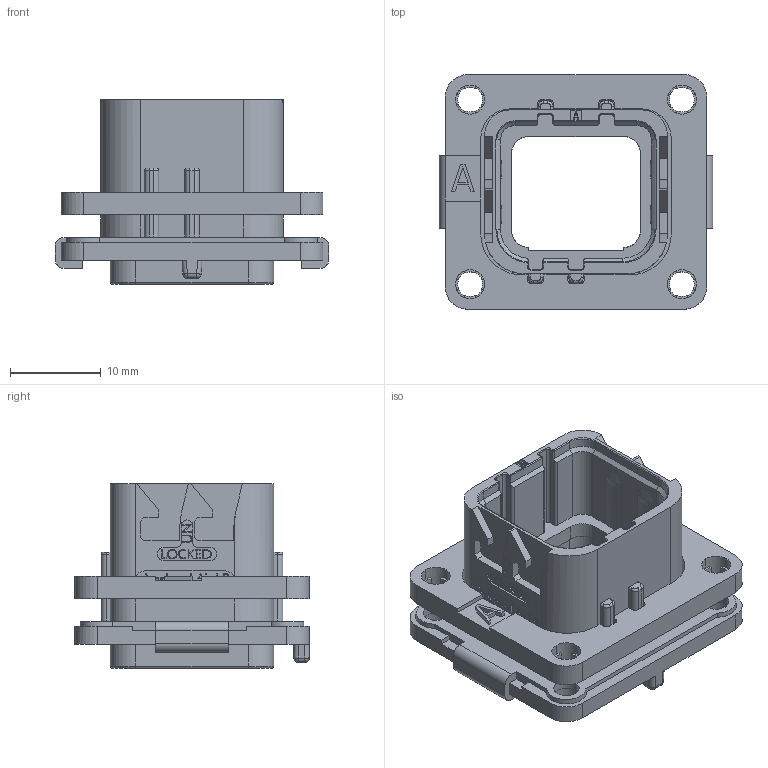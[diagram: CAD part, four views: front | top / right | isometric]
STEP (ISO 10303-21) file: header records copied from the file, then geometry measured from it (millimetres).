
FILE_DESCRIPTION((''),'2;1');
FILE_NAME('SIM2B25A110','2019-10-23T',('presta_be4'),(''),'CREO PARAMETRIC BY PTC INC, 2018360','CREO PARAMETRIC BY PTC INC, 2018360','');
FILE_SCHEMA(('CONFIG_CONTROL_DESIGN'));
Length unit declared in the file: millimetre
Products named in the file (1): SIM2B25A110
Bounding box: 30.1 x 25.8 x 20.33 mm (x, y, z)
Volume: 4236.8 mm3; surface area: 5475.4 mm2
Topology: 2 solids, 2 shells, 1406 faces, 3860 edges, 2527 vertices
Faces by surface type: plane 627, extrusion 514, cylinder 205, torus 28, sphere 20, cone 8, bspline 4
Entity records: 46409 total; most frequent: CARTESIAN_POINT 12401, ORIENTED_EDGE 7704, DIRECTION 5520, EDGE_CURVE 3852, VECTOR 2826, VERTEX_POINT 2527, LINE 2312, B_SPLINE_CURVE_WITH_KNOTS 1595
